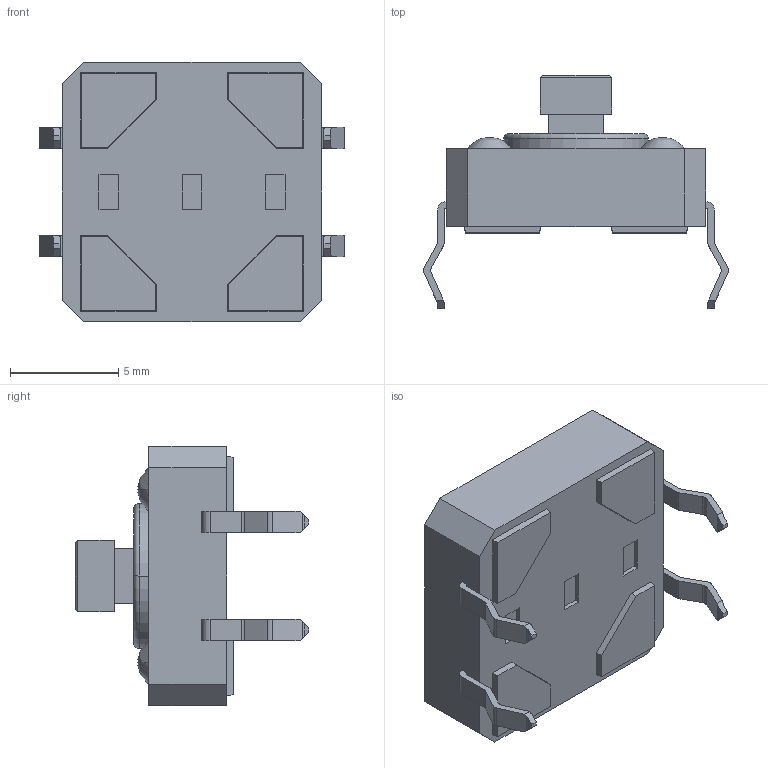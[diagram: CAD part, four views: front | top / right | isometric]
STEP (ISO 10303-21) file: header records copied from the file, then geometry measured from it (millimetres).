
FILE_DESCRIPTION(('FreeCAD Model'),'2;1');
FILE_NAME('Open CASCADE Shape Model','2024-10-31T10:05:01',(''),(''), 'Open CASCADE STEP processor 7.6','FreeCAD','Unknown');
FILE_SCHEMA(('AUTOMOTIVE_DESIGN { 1 0 10303 214 1 1 1 1 }'));
Length unit declared in the file: millimetre
Products named in the file (2): TL1100F160Q; TL1100F160Q--3DModel-STEP-520916
Assembly tree (1 placements, depth 2):
  TL1100F160Q
    TL1100F160Q--3DModel-STEP-520916
Bounding box: 14.1 x 10.8 x 12 mm (x, y, z)
Volume: 478.9 mm3; surface area: 882.3 mm2
Topology: 1 solids, 1 shells, 263 faces, 677 edges, 439 vertices
Faces by surface type: plane 177, cylinder 66, torus 10, bspline 8, cone 2
Entity records: 9911 total; most frequent: CARTESIAN_POINT 1693, ORIENTED_EDGE 1338, DIRECTION 1261, EDGE_CURVE 669, LINE 511, VECTOR 511, VERTEX_POINT 439, AXIS2_PLACEMENT_3D 375
